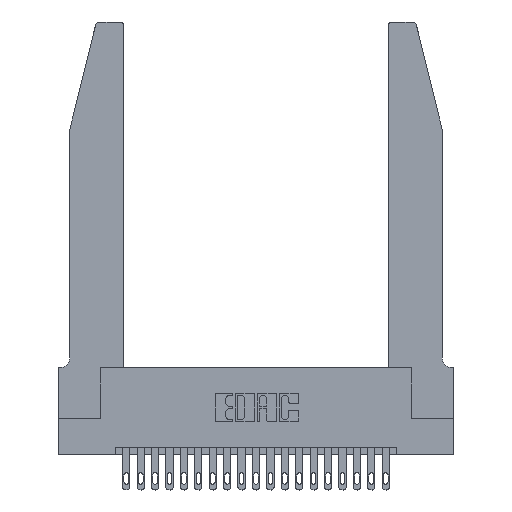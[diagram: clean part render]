
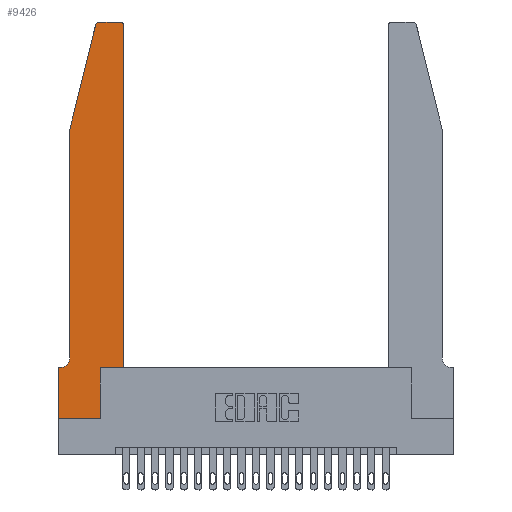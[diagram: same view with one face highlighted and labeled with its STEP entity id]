
A CAD part, top view. The second image highlights one B-rep face of the part: STEP entity #9426.
In plain terms, the highlighted planar face has unit normal (0, 0, 1).
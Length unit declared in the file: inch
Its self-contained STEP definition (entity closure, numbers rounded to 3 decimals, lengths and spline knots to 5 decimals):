
#148 = VECTOR ( 'NONE', #14927, 39.37008 ) ;
#571 = LINE ( 'NONE', #7791, #20628 ) ;
#839 = VECTOR ( 'NONE', #11867, 39.37008 ) ;
#1067 = AXIS2_PLACEMENT_3D ( 'NONE', #4905, #13502, #10138 ) ;
#1661 = CIRCLE ( 'NONE', #8434, 0.03 ) ;
#1859 = CARTESIAN_POINT ( 'NONE',  ( 0.2605, 2.75, 0.37 ) ) ;
#2119 = ORIENTED_EDGE ( 'NONE', *, *, #5761, .T. ) ;
#2208 = CARTESIAN_POINT ( 'NONE',  ( 0.25487, 2.72718, 0.37 ) ) ;
#2652 = EDGE_CURVE ( 'NONE', #6075, #12982, #19201, .T. ) ;
#3186 = ORIENTED_EDGE ( 'NONE', *, *, #4890, .T. ) ;
#4378 = VERTEX_POINT ( 'NONE', #14576 ) ;
#4519 = DIRECTION ( 'NONE',  ( 0., 0., 1. ) ) ;
#4810 = ORIENTED_EDGE ( 'NONE', *, *, #16049, .T. ) ;
#4890 = EDGE_CURVE ( 'NONE', #22676, #17921, #14348, .T. ) ;
#4905 = CARTESIAN_POINT ( 'NONE',  ( 0.0055, 0.42, 0.37 ) ) ;
#5005 = VERTEX_POINT ( 'NONE', #18241 ) ;
#5761 = EDGE_CURVE ( 'NONE', #20409, #6075, #1661, .T. ) ;
#5898 = CARTESIAN_POINT ( 'NONE',  ( 0.0755, 0.35, 0.37 ) ) ;
#5966 = LINE ( 'NONE', #15362, #20711 ) ;
#6075 = VERTEX_POINT ( 'NONE', #2208 ) ;
#6093 = EDGE_CURVE ( 'NONE', #12767, #11371, #7713, .T. ) ;
#6256 = VECTOR ( 'NONE', #17739, 39.37008 ) ;
#6295 = VECTOR ( 'NONE', #16297, 39.37008 ) ;
#6550 = EDGE_CURVE ( 'NONE', #14112, #22676, #8521, .T. ) ;
#6830 = LINE ( 'NONE', #1859, #6256 ) ;
#7135 = ORIENTED_EDGE ( 'NONE', *, *, #2652, .T. ) ;
#7156 = VECTOR ( 'NONE', #9101, 39.37008 ) ;
#7364 = CARTESIAN_POINT ( 'NONE',  ( 0.0755, 0.42, 0.37 ) ) ;
#7713 = LINE ( 'NONE', #12028, #9929 ) ;
#7791 = CARTESIAN_POINT ( 'NONE',  ( 0., 0., 0.37 ) ) ;
#8071 = DIRECTION ( 'NONE',  ( 1., 0., 0. ) ) ;
#8106 = DIRECTION ( 'NONE',  ( 1., 0., 0. ) ) ;
#8408 = LINE ( 'NONE', #19651, #17140 ) ;
#8434 = AXIS2_PLACEMENT_3D ( 'NONE', #14746, #16646, #18409 ) ;
#8521 = LINE ( 'NONE', #11038, #6295 ) ;
#9055 = DIRECTION ( 'NONE',  ( 0., 1., 0. ) ) ;
#9067 = VERTEX_POINT ( 'NONE', #7364 ) ;
#9101 = DIRECTION ( 'NONE',  ( -0.239, -0.971, 0. ) ) ;
#9168 = ORIENTED_EDGE ( 'NONE', *, *, #9334, .T. ) ;
#9334 = EDGE_CURVE ( 'NONE', #17577, #14112, #8408, .T. ) ;
#9426 = ADVANCED_FACE ( 'NONE', ( #9977 ), #13184, .T. ) ;
#9570 = CARTESIAN_POINT ( 'NONE',  ( 0., 0., 0.37 ) ) ;
#9929 = VECTOR ( 'NONE', #19780, 39.37008 ) ;
#9977 = FACE_OUTER_BOUND ( 'NONE', #12230, .T. ) ;
#10079 = CARTESIAN_POINT ( 'NONE',  ( 0.2865, 0., 0.37 ) ) ;
#10138 = DIRECTION ( 'NONE',  ( -1., 0., 0. ) ) ;
#10912 = ORIENTED_EDGE ( 'NONE', *, *, #11031, .T. ) ;
#11031 = EDGE_CURVE ( 'NONE', #17921, #4378, #11457, .T. ) ;
#11038 = CARTESIAN_POINT ( 'NONE',  ( 0.4505, 0.35, 0.37 ) ) ;
#11367 = ORIENTED_EDGE ( 'NONE', *, *, #18636, .T. ) ;
#11371 = VERTEX_POINT ( 'NONE', #9570 ) ;
#11457 = CIRCLE ( 'NONE', #13533, 0.03 ) ;
#11711 = CARTESIAN_POINT ( 'NONE',  ( 0.2865, 0.35, 0.37 ) ) ;
#11867 = DIRECTION ( 'NONE',  ( 0., 1., 0. ) ) ;
#12028 = CARTESIAN_POINT ( 'NONE',  ( 0., 0., 0.37 ) ) ;
#12230 = EDGE_LOOP ( 'NONE', ( #11367, #2119, #7135, #22415, #4810, #19769, #13952, #12910, #9168, #17792, #3186, #10912 ) ) ;
#12767 = VERTEX_POINT ( 'NONE', #12973 ) ;
#12910 = ORIENTED_EDGE ( 'NONE', *, *, #21438, .T. ) ;
#12973 = CARTESIAN_POINT ( 'NONE',  ( 0., 0.35, 0.37 ) ) ;
#12982 = VERTEX_POINT ( 'NONE', #13055 ) ;
#13055 = CARTESIAN_POINT ( 'NONE',  ( 0.0755, 2., 0.37 ) ) ;
#13170 = CIRCLE ( 'NONE', #1067, 0.07 ) ;
#13184 = PLANE ( 'NONE',  #16651 ) ;
#13502 = DIRECTION ( 'NONE',  ( 0., 0., -1. ) ) ;
#13533 = AXIS2_PLACEMENT_3D ( 'NONE', #14885, #15403, #19231 ) ;
#13861 = DIRECTION ( 'NONE',  ( 0., -1., 0. ) ) ;
#13952 = ORIENTED_EDGE ( 'NONE', *, *, #6093, .T. ) ;
#14112 = VERTEX_POINT ( 'NONE', #11711 ) ;
#14212 = CARTESIAN_POINT ( 'NONE',  ( 0.4505, 2.72, 0.37 ) ) ;
#14348 = LINE ( 'NONE', #22230, #839 ) ;
#14576 = CARTESIAN_POINT ( 'NONE',  ( 0.4205, 2.75, 0.37 ) ) ;
#14700 = CARTESIAN_POINT ( 'NONE',  ( 0.4505, 0.35, 0.37 ) ) ;
#14746 = CARTESIAN_POINT ( 'NONE',  ( 0.284, 2.72, 0.37 ) ) ;
#14885 = CARTESIAN_POINT ( 'NONE',  ( 0.4205, 2.72, 0.37 ) ) ;
#14927 = DIRECTION ( 'NONE',  ( -1., 0., 0. ) ) ;
#15362 = CARTESIAN_POINT ( 'NONE',  ( 0.0755, 2., 0.37 ) ) ;
#15403 = DIRECTION ( 'NONE',  ( 0., 0., 1. ) ) ;
#16049 = EDGE_CURVE ( 'NONE', #9067, #5005, #13170, .T. ) ;
#16196 = CARTESIAN_POINT ( 'NONE',  ( 0.0755, 2., 0.37 ) ) ;
#16297 = DIRECTION ( 'NONE',  ( 1., 0., 0. ) ) ;
#16371 = EDGE_CURVE ( 'NONE', #5005, #12767, #21518, .T. ) ;
#16646 = DIRECTION ( 'NONE',  ( 0., 0., 1. ) ) ;
#16651 = AXIS2_PLACEMENT_3D ( 'NONE', #16765, #4519, #8071 ) ;
#16765 = CARTESIAN_POINT ( 'NONE',  ( 0., 0.35, 0.37 ) ) ;
#17140 = VECTOR ( 'NONE', #9055, 39.37008 ) ;
#17577 = VERTEX_POINT ( 'NONE', #10079 ) ;
#17739 = DIRECTION ( 'NONE',  ( -1., 0., 0. ) ) ;
#17792 = ORIENTED_EDGE ( 'NONE', *, *, #6550, .T. ) ;
#17921 = VERTEX_POINT ( 'NONE', #14212 ) ;
#18241 = CARTESIAN_POINT ( 'NONE',  ( 0.0055, 0.35, 0.37 ) ) ;
#18409 = DIRECTION ( 'NONE',  ( 1., 0., 0. ) ) ;
#18636 = EDGE_CURVE ( 'NONE', #4378, #20409, #6830, .T. ) ;
#19102 = EDGE_CURVE ( 'NONE', #12982, #9067, #5966, .T. ) ;
#19201 = LINE ( 'NONE', #16196, #7156 ) ;
#19231 = DIRECTION ( 'NONE',  ( 1., 0., 0. ) ) ;
#19427 = CARTESIAN_POINT ( 'NONE',  ( 0.284, 2.75, 0.37 ) ) ;
#19651 = CARTESIAN_POINT ( 'NONE',  ( 0.2865, 0.35, 0.37 ) ) ;
#19769 = ORIENTED_EDGE ( 'NONE', *, *, #16371, .T. ) ;
#19780 = DIRECTION ( 'NONE',  ( 0., -1., 0. ) ) ;
#20409 = VERTEX_POINT ( 'NONE', #19427 ) ;
#20628 = VECTOR ( 'NONE', #8106, 39.37008 ) ;
#20711 = VECTOR ( 'NONE', #13861, 39.37008 ) ;
#21438 = EDGE_CURVE ( 'NONE', #11371, #17577, #571, .T. ) ;
#21518 = LINE ( 'NONE', #5898, #148 ) ;
#22230 = CARTESIAN_POINT ( 'NONE',  ( 0.4505, 0.35, 0.37 ) ) ;
#22415 = ORIENTED_EDGE ( 'NONE', *, *, #19102, .T. ) ;
#22676 = VERTEX_POINT ( 'NONE', #14700 ) ;
